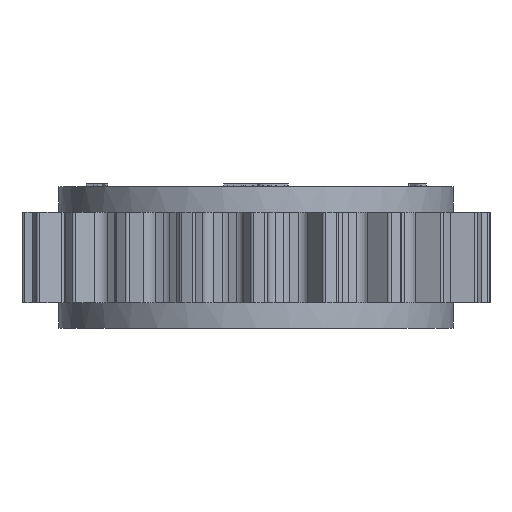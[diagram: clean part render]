
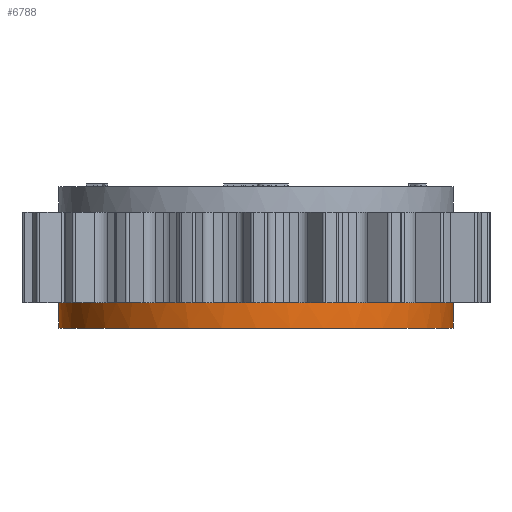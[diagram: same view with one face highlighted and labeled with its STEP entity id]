
A CAD part, front view. The second image highlights one B-rep face of the part: STEP entity #6788.
In plain terms, the highlighted cylindrical face has radius 34.855 mm (diameter 69.709 mm), a partial arc.
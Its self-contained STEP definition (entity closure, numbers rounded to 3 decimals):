
#119 = ORIENTED_EDGE ( 'NONE', *, *, #7008, .F. ) ;
#617 = CARTESIAN_POINT ( 'NONE',  ( 0., 0., -8. ) ) ;
#647 = FACE_OUTER_BOUND ( 'NONE', #2914, .T. ) ;
#1327 = CARTESIAN_POINT ( 'NONE',  ( 0., 0., 12.5 ) ) ;
#1415 = DIRECTION ( 'NONE',  ( 0., 0., 1. ) ) ;
#1448 = DIRECTION ( 'NONE',  ( 0., 0., -1. ) ) ;
#1484 = EDGE_CURVE ( 'NONE', #21971, #10947, #20255, .T. ) ;
#1648 = DIRECTION ( 'NONE',  ( -1., 0., 0. ) ) ;
#2192 = LINE ( 'NONE', #7572, #12118 ) ;
#2296 = DIRECTION ( 'NONE',  ( 0., 0., 1. ) ) ;
#2366 = EDGE_CURVE ( 'NONE', #18299, #6725, #17123, .T. ) ;
#2914 = EDGE_LOOP ( 'NONE', ( #3693, #5778, #12308, #119, #15404, #3758, #22826, #12252, #20337, #6146, #5865, #8934, #16871, #7698 ) ) ;
#3219 = CARTESIAN_POINT ( 'NONE',  ( 0., 0., -8. ) ) ;
#3492 = VERTEX_POINT ( 'NONE', #16839 ) ;
#3617 = CIRCLE ( 'NONE', #23440, 34.855 ) ;
#3693 = ORIENTED_EDGE ( 'NONE', *, *, #11076, .F. ) ;
#3694 = CARTESIAN_POINT ( 'NONE',  ( 0., 0., -8. ) ) ;
#3732 = CARTESIAN_POINT ( 'NONE',  ( 34.855, 0., -12.5 ) ) ;
#3758 = ORIENTED_EDGE ( 'NONE', *, *, #1484, .F. ) ;
#3933 = DIRECTION ( 'NONE',  ( -1., 0., 0. ) ) ;
#4183 = DIRECTION ( 'NONE',  ( -1., 0., 0. ) ) ;
#4297 = CARTESIAN_POINT ( 'NONE',  ( 34.855, 0., 12.5 ) ) ;
#4380 = AXIS2_PLACEMENT_3D ( 'NONE', #1327, #1448, #16031 ) ;
#4395 = DIRECTION ( 'NONE',  ( 0., 0., 1. ) ) ;
#4608 = EDGE_CURVE ( 'NONE', #14353, #17702, #18617, .T. ) ;
#4640 = CARTESIAN_POINT ( 'NONE',  ( 0., 0., -8. ) ) ;
#4976 = DIRECTION ( 'NONE',  ( 0., 0., 1. ) ) ;
#5266 = AXIS2_PLACEMENT_3D ( 'NONE', #14968, #9477, #22592 ) ;
#5274 = DIRECTION ( 'NONE',  ( 0., 0., 1. ) ) ;
#5602 = CIRCLE ( 'NONE', #9034, 34.855 ) ;
#5778 = ORIENTED_EDGE ( 'NONE', *, *, #2366, .F. ) ;
#5865 = ORIENTED_EDGE ( 'NONE', *, *, #9704, .F. ) ;
#6146 = ORIENTED_EDGE ( 'NONE', *, *, #7068, .F. ) ;
#6150 = EDGE_CURVE ( 'NONE', #13528, #3492, #15161, .T. ) ;
#6210 = VERTEX_POINT ( 'NONE', #20053 ) ;
#6725 = VERTEX_POINT ( 'NONE', #11874 ) ;
#6788 = ADVANCED_FACE ( 'NONE', ( #647 ), #17813, .T. ) ;
#7008 = EDGE_CURVE ( 'NONE', #19297, #10546, #3617, .T. ) ;
#7068 = EDGE_CURVE ( 'NONE', #21240, #6210, #21530, .T. ) ;
#7153 = CARTESIAN_POINT ( 'NONE',  ( 0., 0., -8. ) ) ;
#7405 = CARTESIAN_POINT ( 'NONE',  ( -5.452, -34.426, -8. ) ) ;
#7442 = CARTESIAN_POINT ( 'NONE',  ( 0., 0., -8. ) ) ;
#7547 = CARTESIAN_POINT ( 'NONE',  ( 0., 0., -12.5 ) ) ;
#7572 = CARTESIAN_POINT ( 'NONE',  ( -34.855, 0., 12.5 ) ) ;
#7698 = ORIENTED_EDGE ( 'NONE', *, *, #4608, .T. ) ;
#7804 = AXIS2_PLACEMENT_3D ( 'NONE', #11572, #4395, #18845 ) ;
#7898 = DIRECTION ( 'NONE',  ( -1., 0., 0. ) ) ;
#7915 = CIRCLE ( 'NONE', #11741, 34.855 ) ;
#8490 = EDGE_CURVE ( 'NONE', #10546, #18299, #16156, .T. ) ;
#8934 = ORIENTED_EDGE ( 'NONE', *, *, #6150, .F. ) ;
#9034 = AXIS2_PLACEMENT_3D ( 'NONE', #19450, #1415, #14207 ) ;
#9323 = CIRCLE ( 'NONE', #7804, 34.855 ) ;
#9477 = DIRECTION ( 'NONE',  ( 0., 0., 1. ) ) ;
#9704 = EDGE_CURVE ( 'NONE', #3492, #21240, #23028, .T. ) ;
#10137 = DIRECTION ( 'NONE',  ( -1., 0., 0. ) ) ;
#10190 = AXIS2_PLACEMENT_3D ( 'NONE', #3694, #21836, #3933 ) ;
#10546 = VERTEX_POINT ( 'NONE', #20090 ) ;
#10847 = AXIS2_PLACEMENT_3D ( 'NONE', #7442, #20686, #14967 ) ;
#10947 = VERTEX_POINT ( 'NONE', #14348 ) ;
#11017 = AXIS2_PLACEMENT_3D ( 'NONE', #7153, #12890, #1648 ) ;
#11076 = EDGE_CURVE ( 'NONE', #6725, #17702, #17206, .T. ) ;
#11253 = AXIS2_PLACEMENT_3D ( 'NONE', #617, #2296, #7898 ) ;
#11390 = EDGE_CURVE ( 'NONE', #23102, #21971, #9323, .T. ) ;
#11404 = CIRCLE ( 'NONE', #11017, 34.855 ) ;
#11486 = DIRECTION ( 'NONE',  ( 0., 0., -1. ) ) ;
#11572 = CARTESIAN_POINT ( 'NONE',  ( 0., 0., -8. ) ) ;
#11741 = AXIS2_PLACEMENT_3D ( 'NONE', #23118, #4976, #10137 ) ;
#11834 = DIRECTION ( 'NONE',  ( 0., 0., 1. ) ) ;
#11851 = DIRECTION ( 'NONE',  ( 0., 0., 1. ) ) ;
#11874 = CARTESIAN_POINT ( 'NONE',  ( 34.855, 0., -8. ) ) ;
#12118 = VECTOR ( 'NONE', #21646, 1000. ) ;
#12252 = ORIENTED_EDGE ( 'NONE', *, *, #16966, .F. ) ;
#12308 = ORIENTED_EDGE ( 'NONE', *, *, #8490, .F. ) ;
#12418 = DIRECTION ( 'NONE',  ( 0., 0., 1. ) ) ;
#12568 = DIRECTION ( 'NONE',  ( -1., 0., 0. ) ) ;
#12890 = DIRECTION ( 'NONE',  ( 0., 0., 1. ) ) ;
#13011 = AXIS2_PLACEMENT_3D ( 'NONE', #4640, #11834, #4183 ) ;
#13118 = AXIS2_PLACEMENT_3D ( 'NONE', #3219, #12418, #19690 ) ;
#13528 = VERTEX_POINT ( 'NONE', #13774 ) ;
#13774 = CARTESIAN_POINT ( 'NONE',  ( -34.855, 0., -8. ) ) ;
#14207 = DIRECTION ( 'NONE',  ( -1., 0., 0. ) ) ;
#14348 = CARTESIAN_POINT ( 'NONE',  ( 15.824, -31.056, -8. ) ) ;
#14353 = VERTEX_POINT ( 'NONE', #16616 ) ;
#14967 = DIRECTION ( 'NONE',  ( -1., 0., 0. ) ) ;
#14968 = CARTESIAN_POINT ( 'NONE',  ( 0., 0., -8. ) ) ;
#15077 = EDGE_CURVE ( 'NONE', #13528, #14353, #2192, .T. ) ;
#15161 = CIRCLE ( 'NONE', #10190, 34.855 ) ;
#15404 = ORIENTED_EDGE ( 'NONE', *, *, #16133, .F. ) ;
#16031 = DIRECTION ( 'NONE',  ( -1., 0., 0. ) ) ;
#16133 = EDGE_CURVE ( 'NONE', #10947, #19297, #7915, .T. ) ;
#16156 = CIRCLE ( 'NONE', #13118, 34.855 ) ;
#16183 = VERTEX_POINT ( 'NONE', #22776 ) ;
#16264 = CARTESIAN_POINT ( 'NONE',  ( 0., 0., -8. ) ) ;
#16616 = CARTESIAN_POINT ( 'NONE',  ( -34.855, 0., -12.5 ) ) ;
#16839 = CARTESIAN_POINT ( 'NONE',  ( -34.426, -5.452, -8. ) ) ;
#16871 = ORIENTED_EDGE ( 'NONE', *, *, #15077, .T. ) ;
#16966 = EDGE_CURVE ( 'NONE', #16183, #23102, #11404, .T. ) ;
#17123 = CIRCLE ( 'NONE', #5266, 34.855 ) ;
#17206 = LINE ( 'NONE', #4297, #21899 ) ;
#17702 = VERTEX_POINT ( 'NONE', #3732 ) ;
#17813 = CYLINDRICAL_SURFACE ( 'NONE', #4380, 34.855 ) ;
#18299 = VERTEX_POINT ( 'NONE', #23109 ) ;
#18617 = CIRCLE ( 'NONE', #22804, 34.855 ) ;
#18845 = DIRECTION ( 'NONE',  ( -1., 0., 0. ) ) ;
#19297 = VERTEX_POINT ( 'NONE', #21224 ) ;
#19450 = CARTESIAN_POINT ( 'NONE',  ( 0., 0., -8. ) ) ;
#19690 = DIRECTION ( 'NONE',  ( -1., 0., 0. ) ) ;
#20053 = CARTESIAN_POINT ( 'NONE',  ( -24.646, -24.646, -8. ) ) ;
#20090 = CARTESIAN_POINT ( 'NONE',  ( 31.056, -15.824, -8. ) ) ;
#20255 = CIRCLE ( 'NONE', #13011, 34.855 ) ;
#20337 = ORIENTED_EDGE ( 'NONE', *, *, #21649, .F. ) ;
#20686 = DIRECTION ( 'NONE',  ( 0., 0., 1. ) ) ;
#20905 = DIRECTION ( 'NONE',  ( 1., 0., 0. ) ) ;
#21224 = CARTESIAN_POINT ( 'NONE',  ( 24.646, -24.646, -8. ) ) ;
#21240 = VERTEX_POINT ( 'NONE', #22870 ) ;
#21530 = CIRCLE ( 'NONE', #11253, 34.855 ) ;
#21646 = DIRECTION ( 'NONE',  ( 0., 0., -1. ) ) ;
#21649 = EDGE_CURVE ( 'NONE', #6210, #16183, #5602, .T. ) ;
#21836 = DIRECTION ( 'NONE',  ( 0., 0., 1. ) ) ;
#21899 = VECTOR ( 'NONE', #11486, 1000. ) ;
#21971 = VERTEX_POINT ( 'NONE', #23474 ) ;
#22592 = DIRECTION ( 'NONE',  ( -1., 0., 0. ) ) ;
#22776 = CARTESIAN_POINT ( 'NONE',  ( -15.824, -31.056, -8. ) ) ;
#22804 = AXIS2_PLACEMENT_3D ( 'NONE', #7547, #11851, #20905 ) ;
#22826 = ORIENTED_EDGE ( 'NONE', *, *, #11390, .F. ) ;
#22870 = CARTESIAN_POINT ( 'NONE',  ( -31.056, -15.824, -8. ) ) ;
#23028 = CIRCLE ( 'NONE', #10847, 34.855 ) ;
#23102 = VERTEX_POINT ( 'NONE', #7405 ) ;
#23109 = CARTESIAN_POINT ( 'NONE',  ( 34.426, -5.452, -8. ) ) ;
#23118 = CARTESIAN_POINT ( 'NONE',  ( 0., 0., -8. ) ) ;
#23440 = AXIS2_PLACEMENT_3D ( 'NONE', #16264, #5274, #12568 ) ;
#23474 = CARTESIAN_POINT ( 'NONE',  ( 5.452, -34.426, -8. ) ) ;
